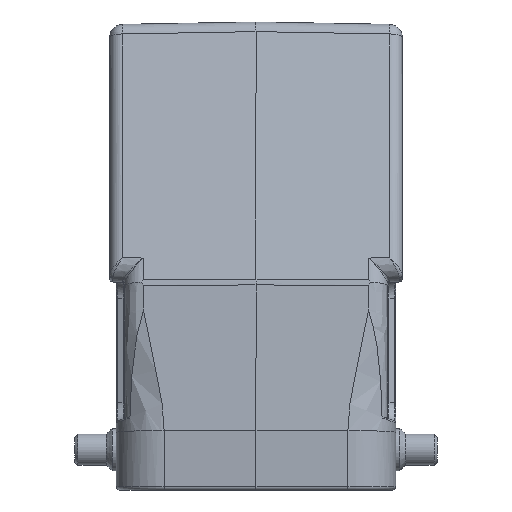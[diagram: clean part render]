
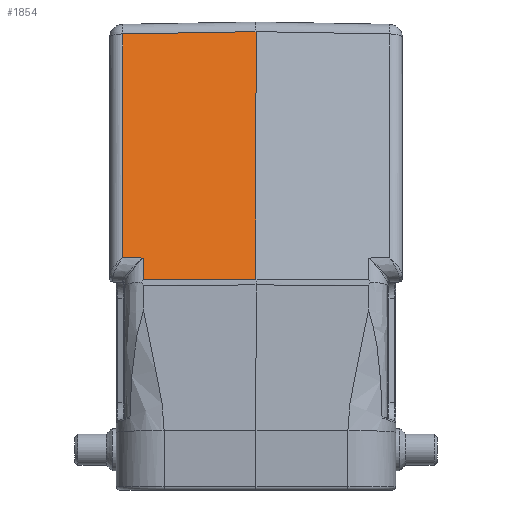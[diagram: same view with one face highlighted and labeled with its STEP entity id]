
A CAD part, left-side view. The second image highlights one B-rep face of the part: STEP entity #1854.
In plain terms, the highlighted planar face has unit normal (-0.966, 0.018, 0.259).
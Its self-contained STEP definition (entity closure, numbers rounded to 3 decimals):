
#1119=FACE_OUTER_BOUND('',#3862,.T.);
#1854=ADVANCED_FACE('',(#1119),#2313,.T.);
#2313=PLANE('',#8698);
#2701=LINE('',#11829,#3223);
#2809=LINE('',#12447,#3331);
#2840=LINE('',#12625,#3362);
#2841=LINE('',#12627,#3363);
#2842=LINE('',#12628,#3364);
#2843=LINE('',#12630,#3365);
#3223=VECTOR('',#9485,1.);
#3331=VECTOR('',#9719,1.);
#3362=VECTOR('',#9792,1.);
#3363=VECTOR('',#9793,1.);
#3364=VECTOR('',#9794,1.);
#3365=VECTOR('',#9795,1.);
#3862=EDGE_LOOP('',(#4690,#4691,#4692,#4693,#4694,#4695));
#4690=ORIENTED_EDGE('',*,*,#7561,.F.);
#4691=ORIENTED_EDGE('',*,*,#7562,.T.);
#4692=ORIENTED_EDGE('',*,*,#7509,.T.);
#4693=ORIENTED_EDGE('',*,*,#7563,.F.);
#4694=ORIENTED_EDGE('',*,*,#7564,.T.);
#4695=ORIENTED_EDGE('',*,*,#7328,.T.);
#6630=VERTEX_POINT('',#11828);
#6631=VERTEX_POINT('',#11830);
#6799=VERTEX_POINT('',#12436);
#6801=VERTEX_POINT('',#12446);
#6844=VERTEX_POINT('',#12626);
#6845=VERTEX_POINT('',#12629);
#7328=EDGE_CURVE('',#6631,#6630,#2701,.T.);
#7509=EDGE_CURVE('',#6799,#6801,#2809,.T.);
#7561=EDGE_CURVE('',#6844,#6630,#2840,.T.);
#7562=EDGE_CURVE('',#6844,#6799,#2841,.T.);
#7563=EDGE_CURVE('',#6845,#6801,#2842,.T.);
#7564=EDGE_CURVE('',#6845,#6631,#2843,.T.);
#8698=AXIS2_PLACEMENT_3D('',#12631,#9796,#9797);
#9485=DIRECTION('',(-0.259,0.,-0.966));
#9719=DIRECTION('',(-0.017,-1.,0.005));
#9792=DIRECTION('',(0.023,1.,0.017));
#9793=DIRECTION('',(-0.259,0.,-0.966));
#9794=DIRECTION('',(-0.259,0.,-0.966));
#9795=DIRECTION('',(0.013,1.,-0.017));
#9796=DIRECTION('',(-0.966,0.017,0.259));
#9797=DIRECTION('',(0.259,0.,0.966));
#11828=CARTESIAN_POINT('',(-33.126,20.535,26.592));
#11829=CARTESIAN_POINT('',(-33.958,20.535,23.488));
#11830=CARTESIAN_POINT('',(-23.904,20.535,61.009));
#12436=CARTESIAN_POINT('',(-34.089,17.302,23.215));
#12446=CARTESIAN_POINT('',(-34.381,0.,23.294));
#12447=CARTESIAN_POINT('',(-34.381,0.,23.294));
#12625=CARTESIAN_POINT('',(-33.595,-0.069,26.233));
#12626=CARTESIAN_POINT('',(-33.2,17.302,26.536));
#12627=CARTESIAN_POINT('',(-34.089,17.302,23.215));
#12628=CARTESIAN_POINT('',(-34.381,0.,23.294));
#12629=CARTESIAN_POINT('',(-24.179,0.,61.368));
#12630=CARTESIAN_POINT('',(-24.172,0.528,61.359));
#12631=CARTESIAN_POINT('',(-34.381,0.,23.294));
